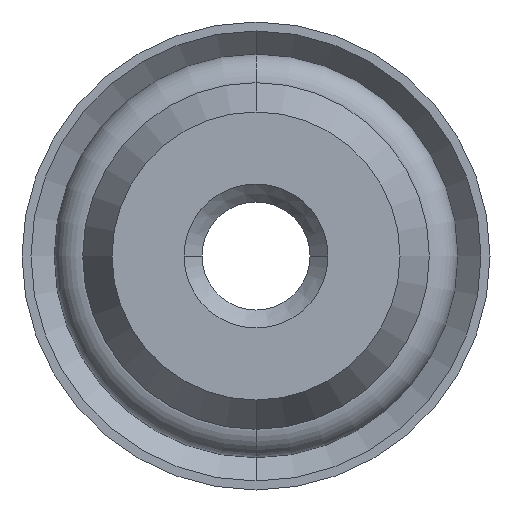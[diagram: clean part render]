
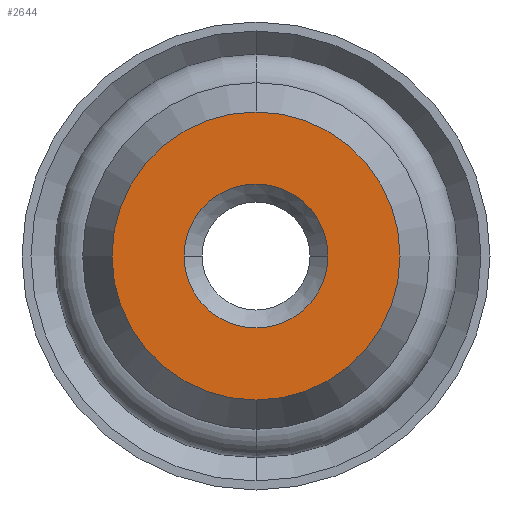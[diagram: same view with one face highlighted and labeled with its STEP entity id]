
A CAD part, front view. The second image highlights one B-rep face of the part: STEP entity #2644.
In plain terms, the highlighted planar face has unit normal (0, -1, 0).
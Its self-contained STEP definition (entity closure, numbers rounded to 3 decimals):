
#133 = CARTESIAN_POINT ( 'NONE',  ( 0., -6., 0. ) ) ;
#357 = EDGE_LOOP ( 'NONE', ( #4504, #1902 ) ) ;
#568 = DIRECTION ( 'NONE',  ( 0., 0., -1. ) ) ;
#608 = EDGE_CURVE ( 'NONE', #3294, #4916, #2937, .T. ) ;
#622 = VERTEX_POINT ( 'NONE', #4293 ) ;
#951 = AXIS2_PLACEMENT_3D ( 'NONE', #4754, #2161, #5192 ) ;
#993 = PLANE ( 'NONE',  #4363 ) ;
#1293 = CARTESIAN_POINT ( 'NONE',  ( 0., -6., 0. ) ) ;
#1543 = VERTEX_POINT ( 'NONE', #3361 ) ;
#1728 = DIRECTION ( 'NONE',  ( 1., 0., 0. ) ) ;
#1832 = CARTESIAN_POINT ( 'NONE',  ( 0., -6., 0. ) ) ;
#1902 = ORIENTED_EDGE ( 'NONE', *, *, #4656, .F. ) ;
#1985 = AXIS2_PLACEMENT_3D ( 'NONE', #3596, #3571, #3551 ) ;
#2062 = CARTESIAN_POINT ( 'NONE',  ( 0., -6., -4. ) ) ;
#2154 = CARTESIAN_POINT ( 'NONE',  ( 0., -6., 4. ) ) ;
#2161 = DIRECTION ( 'NONE',  ( 0., -1., 0. ) ) ;
#2268 = DIRECTION ( 'NONE',  ( 1., 0., 0. ) ) ;
#2644 = ADVANCED_FACE ( 'NONE', ( #5194, #3032 ), #993, .T. ) ;
#2771 = ORIENTED_EDGE ( 'NONE', *, *, #608, .T. ) ;
#2937 = CIRCLE ( 'NONE', #1985, 4. ) ;
#2946 = EDGE_LOOP ( 'NONE', ( #2771, #3829 ) ) ;
#3032 = FACE_OUTER_BOUND ( 'NONE', #2946, .T. ) ;
#3105 = AXIS2_PLACEMENT_3D ( 'NONE', #1293, #4320, #1728 ) ;
#3185 = DIRECTION ( 'NONE',  ( 0., -1., 0. ) ) ;
#3294 = VERTEX_POINT ( 'NONE', #2154 ) ;
#3361 = CARTESIAN_POINT ( 'NONE',  ( 2., -6., 0. ) ) ;
#3551 = DIRECTION ( 'NONE',  ( 0., 0., -1. ) ) ;
#3571 = DIRECTION ( 'NONE',  ( 0., -1., 0. ) ) ;
#3596 = CARTESIAN_POINT ( 'NONE',  ( 0., -6., 0. ) ) ;
#3829 = ORIENTED_EDGE ( 'NONE', *, *, #3881, .T. ) ;
#3881 = EDGE_CURVE ( 'NONE', #4916, #3294, #5152, .T. ) ;
#4293 = CARTESIAN_POINT ( 'NONE',  ( -2., -6., 0. ) ) ;
#4320 = DIRECTION ( 'NONE',  ( 0., -1., 0. ) ) ;
#4363 = AXIS2_PLACEMENT_3D ( 'NONE', #133, #3185, #568 ) ;
#4504 = ORIENTED_EDGE ( 'NONE', *, *, #5288, .F. ) ;
#4529 = AXIS2_PLACEMENT_3D ( 'NONE', #1832, #4865, #2268 ) ;
#4656 = EDGE_CURVE ( 'NONE', #622, #1543, #5226, .T. ) ;
#4754 = CARTESIAN_POINT ( 'NONE',  ( 0., -6., 0. ) ) ;
#4865 = DIRECTION ( 'NONE',  ( 0., -1., 0. ) ) ;
#4916 = VERTEX_POINT ( 'NONE', #2062 ) ;
#4999 = CIRCLE ( 'NONE', #3105, 2. ) ;
#5152 = CIRCLE ( 'NONE', #951, 4. ) ;
#5192 = DIRECTION ( 'NONE',  ( 0., 0., -1. ) ) ;
#5194 = FACE_BOUND ( 'NONE', #357, .T. ) ;
#5226 = CIRCLE ( 'NONE', #4529, 2. ) ;
#5288 = EDGE_CURVE ( 'NONE', #1543, #622, #4999, .T. ) ;
